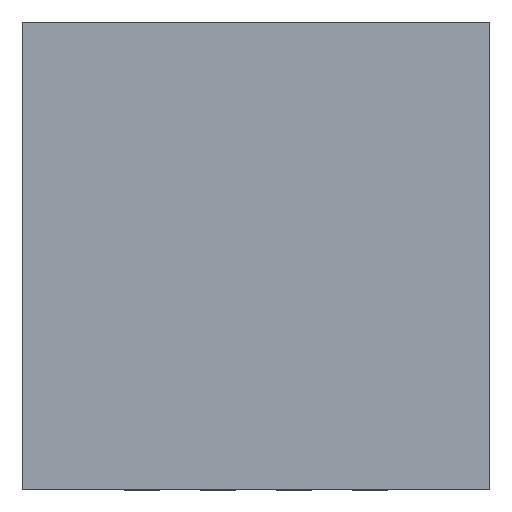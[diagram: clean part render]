
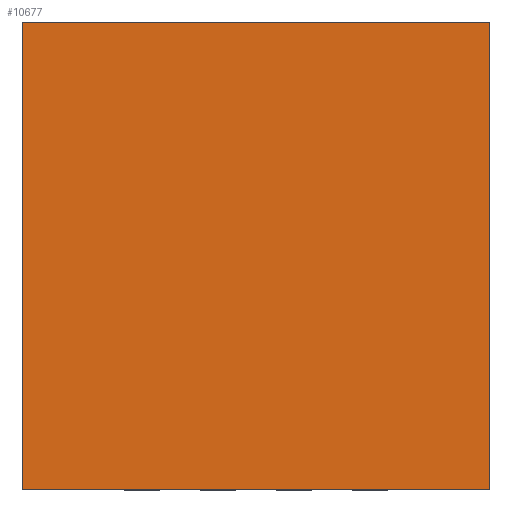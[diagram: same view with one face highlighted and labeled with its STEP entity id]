
A CAD part, top view. The second image highlights one B-rep face of the part: STEP entity #10677.
In plain terms, the highlighted face is planar.
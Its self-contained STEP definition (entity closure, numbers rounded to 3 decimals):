
#8084=DIRECTION('',(0.,0.,1.));
#8085=VECTOR('',#8084,4.);
#8086=CARTESIAN_POINT('',(-2.,0.775,-2.));
#8087=LINE('',#8086,#8085);
#8091=DIRECTION('',(-1.,0.,0.));
#8092=VECTOR('',#8091,4.);
#8093=CARTESIAN_POINT('',(2.,0.775,-2.));
#8094=LINE('',#8093,#8092);
#8098=DIRECTION('',(0.,0.,-1.));
#8099=VECTOR('',#8098,4.);
#8100=CARTESIAN_POINT('',(2.,0.775,2.));
#8101=LINE('',#8100,#8099);
#8105=DIRECTION('',(1.,0.,0.));
#8106=VECTOR('',#8105,4.);
#8107=CARTESIAN_POINT('',(-2.,0.775,2.));
#8108=LINE('',#8107,#8106);
#8852=CARTESIAN_POINT('',(-2.,0.775,-2.));
#8853=CARTESIAN_POINT('',(-2.,0.775,2.));
#8854=VERTEX_POINT('',#8852);
#8855=VERTEX_POINT('',#8853);
#8856=CARTESIAN_POINT('',(2.,0.775,2.));
#8857=VERTEX_POINT('',#8856);
#8858=CARTESIAN_POINT('',(2.,0.775,-2.));
#8859=VERTEX_POINT('',#8858);
#10666=CARTESIAN_POINT('',(0.,0.775,0.));
#10667=DIRECTION('',(0.,1.,0.));
#10668=DIRECTION('',(1.,0.,0.));
#10669=AXIS2_PLACEMENT_3D('',#10666,#10667,#10668);
#10670=PLANE('',#10669);
#10671=ORIENTED_EDGE('',*,*,#9670,.F.);
#10672=ORIENTED_EDGE('',*,*,#9769,.F.);
#10673=ORIENTED_EDGE('',*,*,#10161,.F.);
#10674=ORIENTED_EDGE('',*,*,#10531,.F.);
#10675=EDGE_LOOP('',(#10671,#10672,#10673,#10674));
#10676=FACE_OUTER_BOUND('',#10675,.F.);
#10677=ADVANCED_FACE('',(#10676),#10670,.T.);
#9670=EDGE_CURVE('',#8854,#8855,#8087,.T.);
#9769=EDGE_CURVE('',#8859,#8854,#8094,.T.);
#10161=EDGE_CURVE('',#8857,#8859,#8101,.T.);
#10531=EDGE_CURVE('',#8855,#8857,#8108,.T.);
